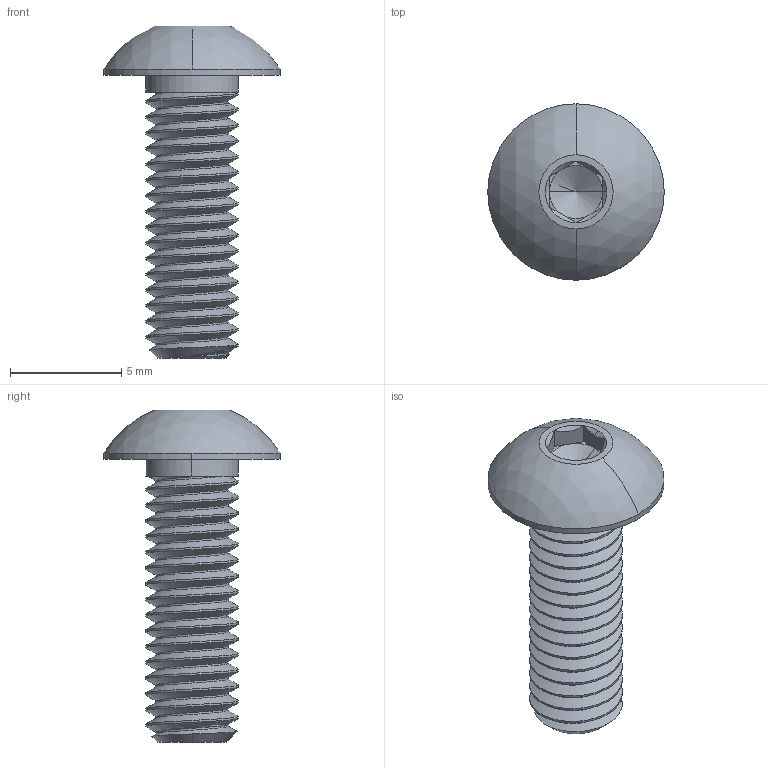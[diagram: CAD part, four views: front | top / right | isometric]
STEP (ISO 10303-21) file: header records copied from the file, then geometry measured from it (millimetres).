
FILE_DESCRIPTION (( 'STEP AP203' ), '1' );
FILE_NAME ('92949A426_18-8 Stainless Steel Button Head Hex Drive Screw.STEP', '2022-09-28T15:05:29', ( 'Administrator' ), ( 'Managed by Terraform' ), 'SwSTEP 2.0', 'SolidWorks 2017', '' );
FILE_SCHEMA (( 'CONFIG_CONTROL_DESIGN' ));
Length unit declared in the file: inch
Products named in the file (1): 92949A426_18-8 Stainless Steel Button Head Hex Drive Screw
Bounding box: 7.92 x 7.92 x 14.91 mm (x, y, z)
Volume: 206.6 mm3; surface area: 391.9 mm2
Topology: 1 solids, 2 shells, 76 faces, 189 edges, 118 vertices
Faces by surface type: cylinder 38, plane 18, cone 11, bspline 7, sphere 2
Entity records: 6358 total; most frequent: CARTESIAN_POINT 4743, ORIENTED_EDGE 374, DIRECTION 268, EDGE_CURVE 187, VERTEX_POINT 118, AXIS2_PLACEMENT_3D 102, EDGE_LOOP 79, ADVANCED_FACE 76
